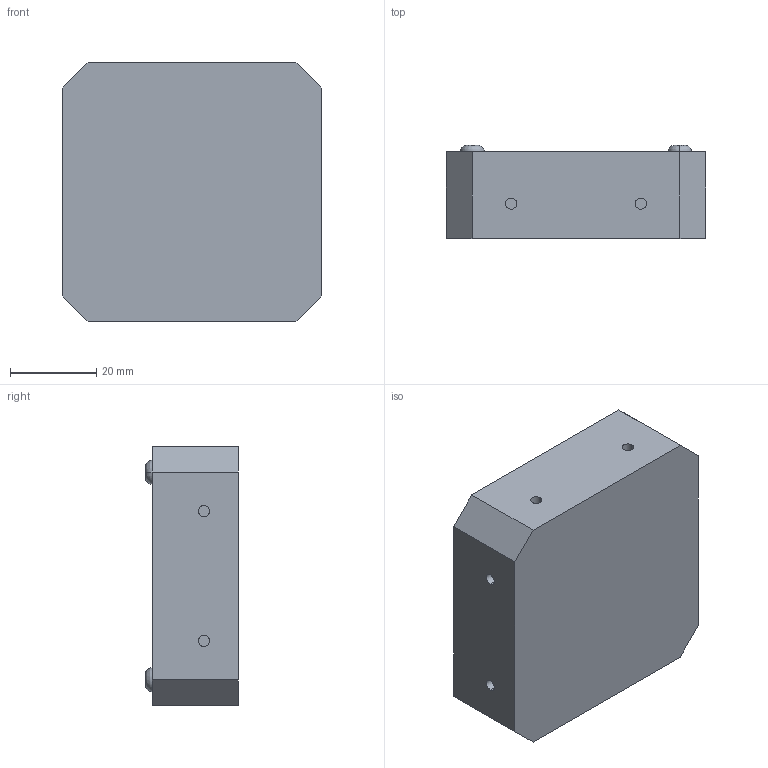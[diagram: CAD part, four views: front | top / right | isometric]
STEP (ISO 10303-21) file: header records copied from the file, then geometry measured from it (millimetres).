
FILE_DESCRIPTION (( 'STEP AP203' ), '1' );
FILE_NAME ('IN-2S-25H.STEP', '2021-08-19T07:39:20', ( '' ), ( '' ), 'SwSTEP 2.0', 'SolidWorks 2020', '' );
FILE_SCHEMA (( 'CONFIG_CONTROL_DESIGN' ));
Length unit declared in the file: millimetre
Products named in the file (1): IN-2S-25H
Bounding box: 60 x 21.5 x 60 mm (x, y, z)
Volume: 66686.5 mm3; surface area: 13128.8 mm2
Topology: 1 solids, 5 shells, 110 faces, 208 edges, 120 vertices
Faces by surface type: plane 78, cylinder 24, bspline 8
Entity records: 2845 total; most frequent: CARTESIAN_POINT 567, DIRECTION 486, ORIENTED_EDGE 416, EDGE_CURVE 208, AXIS2_PLACEMENT_3D 183, EDGE_LOOP 122, LINE 120, VECTOR 120
